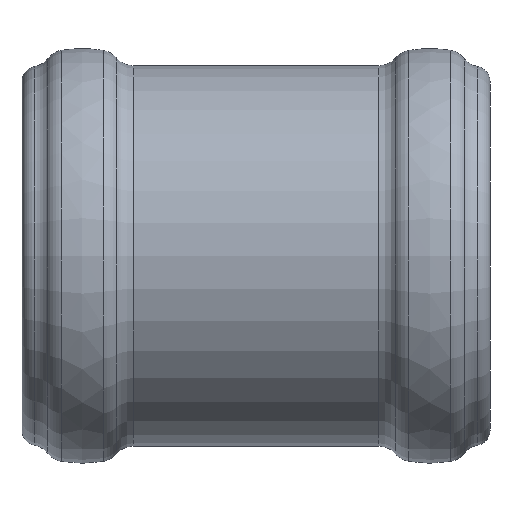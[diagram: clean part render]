
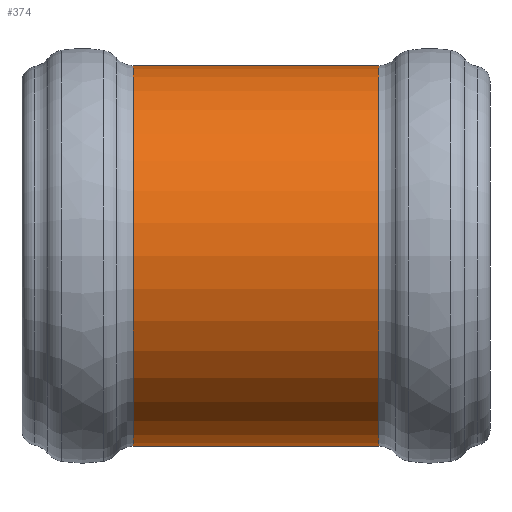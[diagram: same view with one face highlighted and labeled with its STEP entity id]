
A CAD part, left-side view. The second image highlights one B-rep face of the part: STEP entity #374.
In plain terms, the highlighted cylindrical face has radius 43.5 mm (diameter 87 mm), a full revolution.
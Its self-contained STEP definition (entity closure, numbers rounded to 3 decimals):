
#21=CYLINDRICAL_SURFACE('',#425,43.5);
#43=FACE_BOUND('',#121,.T.);
#74=FACE_OUTER_BOUND('',#120,.T.);
#120=EDGE_LOOP('',(#299));
#121=EDGE_LOOP('',(#300));
#170=CIRCLE('',#424,43.5);
#171=CIRCLE('',#426,43.5);
#206=VERTEX_POINT('',#672);
#207=VERTEX_POINT('',#675);
#243=EDGE_CURVE('',#206,#206,#170,.T.);
#244=EDGE_CURVE('',#207,#207,#171,.T.);
#299=ORIENTED_EDGE('',*,*,#243,.T.);
#300=ORIENTED_EDGE('',*,*,#244,.F.);
#374=ADVANCED_FACE('',(#74,#43),#21,.T.);
#424=AXIS2_PLACEMENT_3D('',#673,#523,#524);
#425=AXIS2_PLACEMENT_3D('',#674,#525,#526);
#426=AXIS2_PLACEMENT_3D('',#676,#527,#528);
#523=DIRECTION('center_axis',(0.,-1.,0.));
#524=DIRECTION('ref_axis',(1.,0.,0.));
#525=DIRECTION('center_axis',(0.,-1.,0.));
#526=DIRECTION('ref_axis',(1.,0.,0.));
#527=DIRECTION('center_axis',(0.,-1.,0.));
#528=DIRECTION('ref_axis',(1.,0.,0.));
#672=CARTESIAN_POINT('',(4.5,32.187,0.));
#673=CARTESIAN_POINT('Origin',(-39.,32.187,0.));
#674=CARTESIAN_POINT('Origin',(-39.,-16.072,0.));
#675=CARTESIAN_POINT('',(4.5,-24.042,0.));
#676=CARTESIAN_POINT('Origin',(-39.,-24.042,0.));
